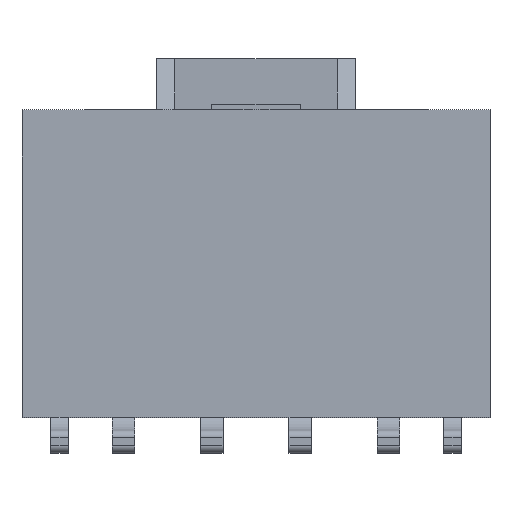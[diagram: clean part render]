
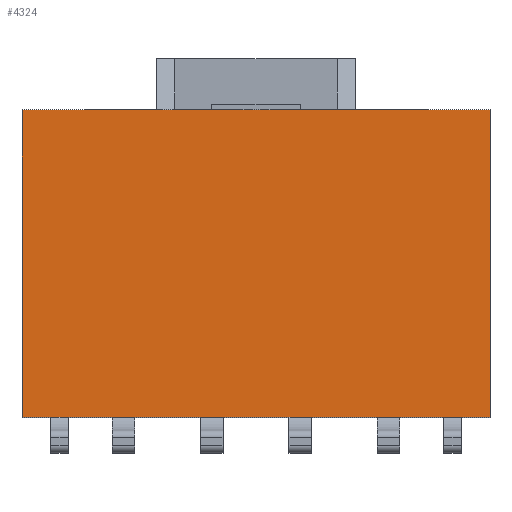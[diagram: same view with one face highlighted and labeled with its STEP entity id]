
A CAD part, top view. The second image highlights one B-rep face of the part: STEP entity #4324.
In plain terms, the highlighted planar face has unit normal (0, 0, 1).
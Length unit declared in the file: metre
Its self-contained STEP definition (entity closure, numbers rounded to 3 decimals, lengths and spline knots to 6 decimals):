
#858=ORIENTED_EDGE('',*,*,#1774,.T.);
#859=ORIENTED_EDGE('',*,*,#1520,.F.);
#860=ORIENTED_EDGE('',*,*,#1474,.F.);
#861=ORIENTED_EDGE('',*,*,#1448,.T.);
#1448=EDGE_CURVE('',#2058,#2057,#2457,.T.);
#1474=EDGE_CURVE('',#2058,#2083,#2483,.T.);
#1520=EDGE_CURVE('',#2083,#2123,#2529,.T.);
#1774=EDGE_CURVE('',#2057,#2123,#2735,.T.);
#2057=VERTEX_POINT('',#7336);
#2058=VERTEX_POINT('',#7338);
#2083=VERTEX_POINT('',#7390);
#2123=VERTEX_POINT('',#7481);
#2457=LINE('',#7337,#2922);
#2483=LINE('',#7389,#2948);
#2529=LINE('',#7480,#2994);
#2735=LINE('',#7992,#3200);
#2922=VECTOR('',#6141,1.);
#2948=VECTOR('',#6169,1.);
#2994=VECTOR('',#6225,1.);
#3200=VECTOR('',#6731,1.);
#3505=EDGE_LOOP('',(#858,#859,#860,#861));
#3736=FACE_BOUND('',#3505,.T.);
#3932=PLANE('',#5928);
#4324=ADVANCED_FACE('',(#3736),#3932,.T.);
#5928=AXIS2_PLACEMENT_3D('',#7993,#6732,#6733);
#6141=DIRECTION('',(1.,0.,0.));
#6169=DIRECTION('',(0.,1.,0.));
#6225=DIRECTION('',(1.,0.,0.));
#6731=DIRECTION('',(0.,1.,0.));
#6732=DIRECTION('',(0.,0.,1.));
#6733=DIRECTION('',(1.,0.,0.));
#7336=CARTESIAN_POINT('',(0.006615,-0.004345,0.));
#7337=CARTESIAN_POINT('',(-0.006615,-0.004345,0.));
#7338=CARTESIAN_POINT('',(-0.006615,-0.004345,0.));
#7389=CARTESIAN_POINT('',(-0.006615,-0.004345,0.));
#7390=CARTESIAN_POINT('',(-0.006615,0.004345,0.));
#7480=CARTESIAN_POINT('',(-0.006615,0.004345,0.));
#7481=CARTESIAN_POINT('',(0.006615,0.004345,0.));
#7992=CARTESIAN_POINT('',(0.006615,-0.004345,0.));
#7993=CARTESIAN_POINT('',(-0.006615,-0.004345,0.));
